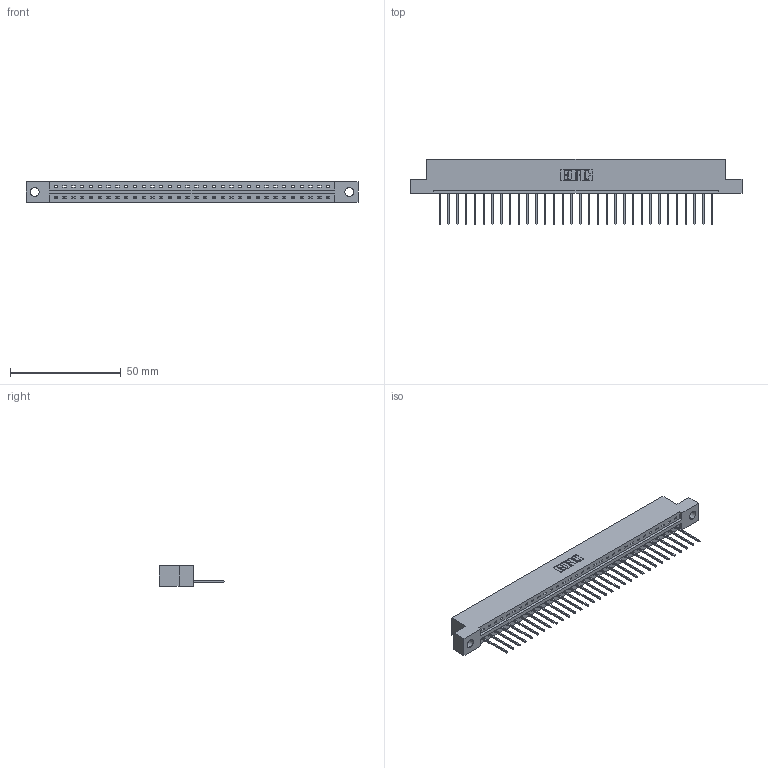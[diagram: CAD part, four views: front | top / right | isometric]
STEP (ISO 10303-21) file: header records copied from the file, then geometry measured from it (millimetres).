
FILE_DESCRIPTION (( 'STEP AP203' ), '1' );
FILE_NAME ('387-032-540-104.STEP', '2019-10-03T20:38:02', ( '' ), ( '' ), 'SwSTEP 2.0', 'SolidWorks 2016', '' );
FILE_SCHEMA (( 'CONFIG_CONTROL_DESIGN' ));
Length unit declared in the file: inch
Products named in the file (3): 337 Part_Flush Mounting Lugs - 0.156 Dia-TH; 345-292-001_345-293-140; 387-032-540-104
Assembly tree (33 placements, depth 2):
  387-032-540-104
    337 Part_Flush Mounting Lugs - 0.156 Dia-TH
    345-292-001_345-293-140  x32
Bounding box: 149.81 x 29.47 x 9.4 mm (x, y, z)
Volume: 15400.5 mm3; surface area: 15975.5 mm2
Topology: 33 solids, 33 shells, 2098 faces, 6327 edges, 4174 vertices
Faces by surface type: plane 1542, cylinder 556
Entity records: 25101 total; most frequent: CARTESIAN_POINT 4378, ORIENTED_EDGE 4346, DIRECTION 3705, EDGE_CURVE 2173, VECTOR 2045, LINE 2045, VERTEX_POINT 1446, AXIS2_PLACEMENT_3D 830
